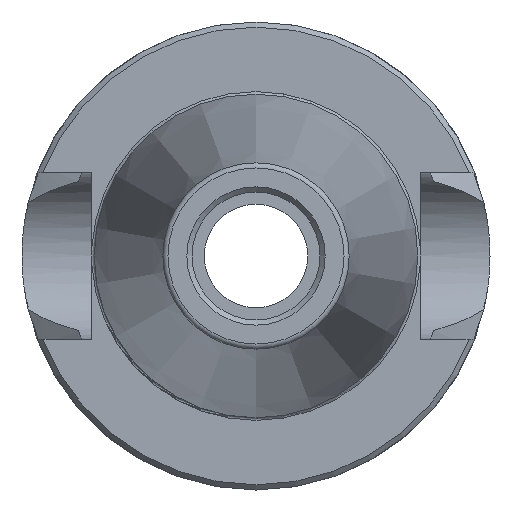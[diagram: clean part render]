
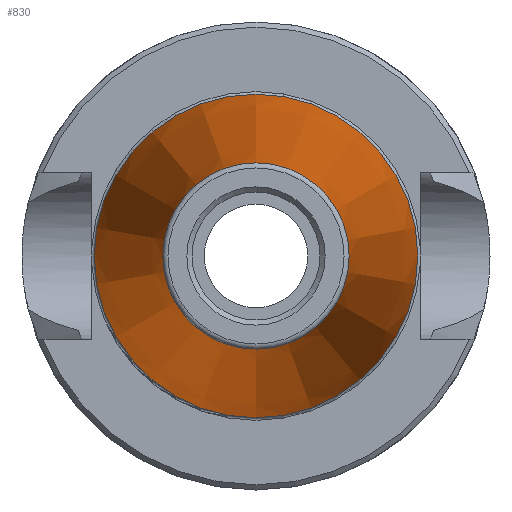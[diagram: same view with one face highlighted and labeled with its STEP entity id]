
A CAD part, left-side view. The second image highlights one B-rep face of the part: STEP entity #830.
In plain terms, the highlighted conical face has half-angle 7.973 degrees and reference radius 15.875 mm.
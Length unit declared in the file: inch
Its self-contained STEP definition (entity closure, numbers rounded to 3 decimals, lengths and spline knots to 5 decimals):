
#44=CONICAL_SURFACE('',#934,0.625,0.139);
#137=FACE_OUTER_BOUND('',#194,.T.);
#194=EDGE_LOOP('',(#696,#697,#698,#699,#700));
#248=LINE('',#1530,#289);
#289=VECTOR('',#1163,0.625);
#325=CIRCLE('',#922,0.35991);
#332=CIRCLE('',#935,0.625);
#333=CIRCLE('',#936,0.625);
#416=VERTEX_POINT('',#1505);
#422=VERTEX_POINT('',#1527);
#423=VERTEX_POINT('',#1528);
#512=EDGE_CURVE('',#416,#416,#325,.T.);
#522=EDGE_CURVE('',#422,#423,#332,.T.);
#523=EDGE_CURVE('',#423,#416,#248,.T.);
#524=EDGE_CURVE('',#423,#422,#333,.T.);
#696=ORIENTED_EDGE('',*,*,#522,.T.);
#697=ORIENTED_EDGE('',*,*,#523,.T.);
#698=ORIENTED_EDGE('',*,*,#512,.T.);
#699=ORIENTED_EDGE('',*,*,#523,.F.);
#700=ORIENTED_EDGE('',*,*,#524,.T.);
#830=ADVANCED_FACE('',(#137),#44,.T.);
#922=AXIS2_PLACEMENT_3D('',#1506,#1132,#1133);
#934=AXIS2_PLACEMENT_3D('',#1526,#1159,#1160);
#935=AXIS2_PLACEMENT_3D('',#1529,#1161,#1162);
#936=AXIS2_PLACEMENT_3D('',#1531,#1164,#1165);
#1132=DIRECTION('center_axis',(1.,0.,0.));
#1133=DIRECTION('ref_axis',(0.,0.,1.));
#1159=DIRECTION('center_axis',(1.,0.,0.));
#1160=DIRECTION('ref_axis',(0.,0.,-1.));
#1161=DIRECTION('center_axis',(-1.,0.,0.));
#1162=DIRECTION('ref_axis',(0.,0.,1.));
#1163=DIRECTION('',(-0.99,0.,-0.139));
#1164=DIRECTION('center_axis',(-1.,0.,0.));
#1165=DIRECTION('ref_axis',(0.,0.,1.));
#1505=CARTESIAN_POINT('',(-1.89277,0.,0.35991));
#1506=CARTESIAN_POINT('Origin',(-1.89277,0.,0.));
#1526=CARTESIAN_POINT('Origin',(0.,0.,0.));
#1527=CARTESIAN_POINT('',(0.,0.,-0.625));
#1528=CARTESIAN_POINT('',(0.,0.,0.625));
#1529=CARTESIAN_POINT('Origin',(0.,0.,0.));
#1530=CARTESIAN_POINT('',(0.,0.,0.625));
#1531=CARTESIAN_POINT('Origin',(0.,0.,0.));
